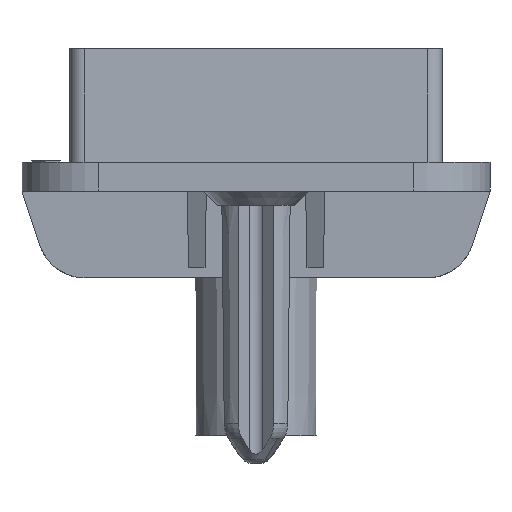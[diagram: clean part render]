
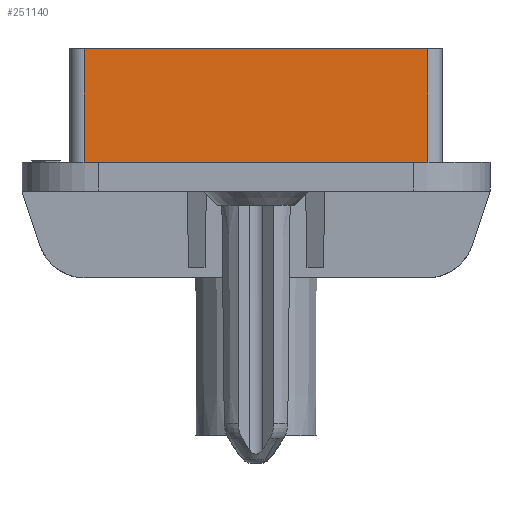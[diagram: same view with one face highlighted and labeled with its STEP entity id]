
A CAD part, left-side view. The second image highlights one B-rep face of the part: STEP entity #251140.
In plain terms, the highlighted face is planar.
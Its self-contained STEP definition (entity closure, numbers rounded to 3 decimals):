
#16670=CARTESIAN_POINT('',(135.307,63.955,
-31.7));
#16680=VERTEX_POINT('',#16670);
#16710=CARTESIAN_POINT('',(135.307,45.955,-31.7));
#16720=DIRECTION('',(0.,-1.,0.));
#16730=VECTOR('',#16720,1.);
#16740=LINE('',#16710,#16730);
#16750=CARTESIAN_POINT('',(135.307,27.955,-31.7));
#16760=VERTEX_POINT('',#16750);
#16770=EDGE_CURVE('',#16680,#16760,#16740,.T.);
#250700=CARTESIAN_POINT('',(134.995,63.955,
-43.6));
#250710=VERTEX_POINT('',#250700);
#250740=CARTESIAN_POINT('',(135.086,63.955,
-40.139));
#250750=DIRECTION('',(-0.026,0.,
-1.));
#250760=VECTOR('',#250750,1.);
#250770=LINE('',#250740,#250760);
#250780=EDGE_CURVE('',#16680,#250710,#250770,.T.);
#250910=CARTESIAN_POINT('',(135.307,45.955,-31.7));
#250920=DIRECTION('',(1.,0.,
-0.026));
#250930=DIRECTION('',(0.,1.,0.));
#250940=AXIS2_PLACEMENT_3D('',#250910,#250920,#250930);
#250950=PLANE('',#250940);
#250960=CARTESIAN_POINT('',(135.086,27.955,
-40.139));
#250970=DIRECTION('',(0.026,0.,
1.));
#250980=VECTOR('',#250970,1.);
#250990=LINE('',#250960,#250980);
#251000=CARTESIAN_POINT('',(134.995,27.955,
-43.6));
#251010=VERTEX_POINT('',#251000);
#251020=EDGE_CURVE('',#251010,#16760,#250990,.T.);
#251030=ORIENTED_EDGE('',*,*,#251020,.F.);
#251040=ORIENTED_EDGE('',*,*,#16770,.T.);
#251050=ORIENTED_EDGE('',*,*,#250780,.F.);
#251060=CARTESIAN_POINT('',(134.995,45.955,
-43.6));
#251070=DIRECTION('',(0.,1.,0.));
#251080=VECTOR('',#251070,1.);
#251090=LINE('',#251060,#251080);
#251100=EDGE_CURVE('',#251010,#250710,#251090,.T.);
#251110=ORIENTED_EDGE('',*,*,#251100,.T.);
#251120=EDGE_LOOP('',(#251110,#251050,#251040,#251030));
#251130=FACE_OUTER_BOUND('',#251120,.T.);
#251140=ADVANCED_FACE('',(#251130),#250950,.T.);
